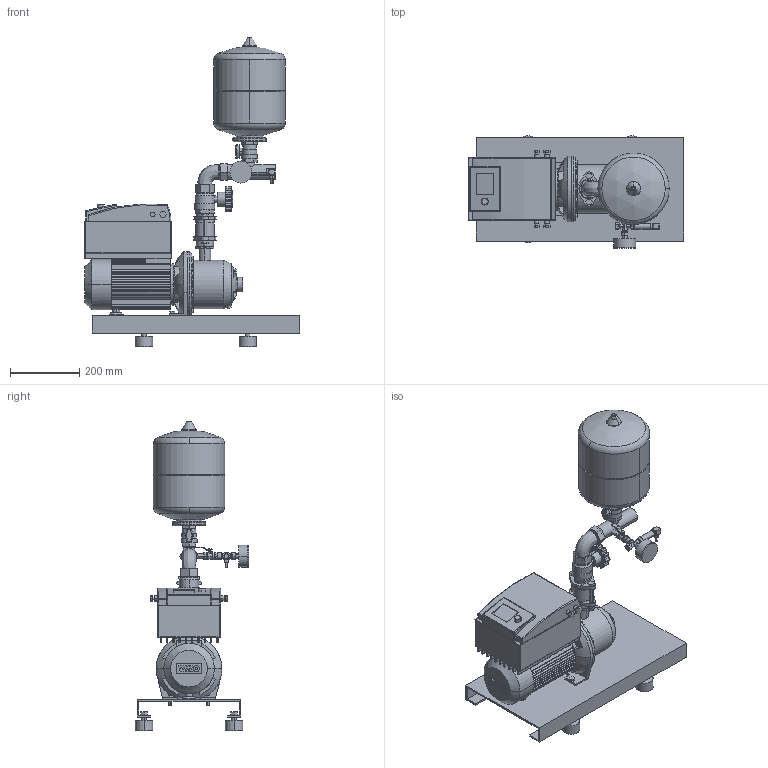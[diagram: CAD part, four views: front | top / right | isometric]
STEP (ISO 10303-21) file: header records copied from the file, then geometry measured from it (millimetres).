
FILE_DESCRIPTION((''),'2;1');
FILE_NAME('3d_COR-1MHIE403-2G-2523127.stp','2011-08-30T07:35:38',(''),(''),'Mechanical Desktop 2009','Mechanical Desktop 2009',', , ');
FILE_SCHEMA(('CONFIG_CONTROL_DESIGN'));
Length unit declared in the file: millimetre
Products named in the file (1): Product
Bounding box: 622.5 x 327 x 895 mm (x, y, z)
Volume: 23723759.2 mm3; surface area: 1840088.6 mm2
Topology: 39 solids, 39 shells, 1459 faces, 3539 edges, 2183 vertices
Faces by surface type: plane 681, cylinder 523, bspline 81, cone 70, sphere 68, torus 36
Entity records: 46085 total; most frequent: CARTESIAN_POINT 11828, DIRECTION 7320, ORIENTED_EDGE 6926, EDGE_CURVE 3463, AXIS2_PLACEMENT_3D 2629, VERTEX_POINT 2183, VECTOR 2062, LINE 2062
